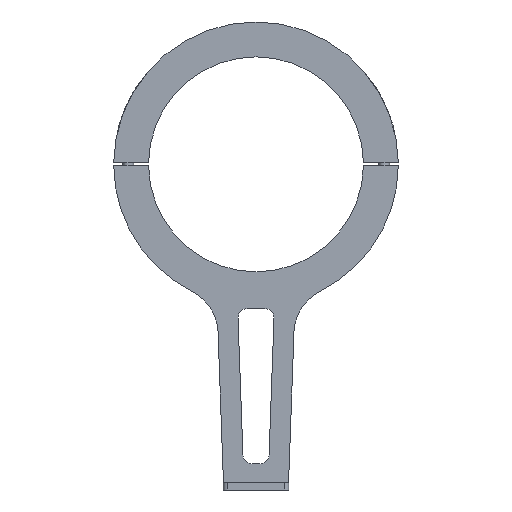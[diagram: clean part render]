
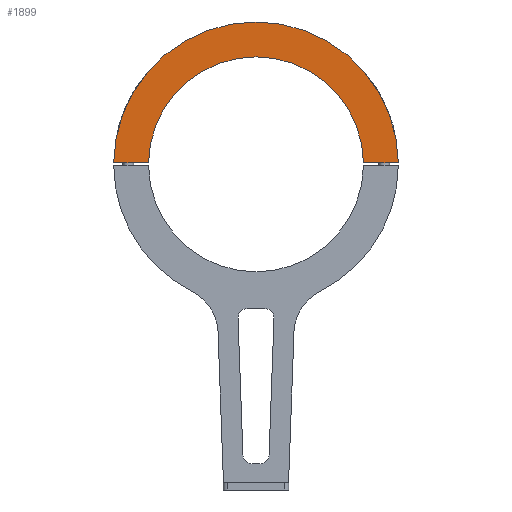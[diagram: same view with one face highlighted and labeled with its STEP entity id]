
A CAD part, left-side view. The second image highlights one B-rep face of the part: STEP entity #1899.
In plain terms, the highlighted planar face has unit normal (-1, 0, 0).
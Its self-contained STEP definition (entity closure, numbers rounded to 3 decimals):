
#43 = CIRCLE ( 'NONE', #3874, 153. ) ;
#266 = CARTESIAN_POINT ( 'NONE',  ( 177., 115.49, 1.5 ) ) ;
#286 = EDGE_CURVE ( 'NONE', #2727, #1124, #3239, .T. ) ;
#553 = DIRECTION ( 'NONE',  ( 0., 0., 1. ) ) ;
#770 = EDGE_CURVE ( 'NONE', #2727, #4463, #43, .T. ) ;
#830 = AXIS2_PLACEMENT_3D ( 'NONE', #1604, #4218, #3578 ) ;
#1124 = VERTEX_POINT ( 'NONE', #4105 ) ;
#1447 = ORIENTED_EDGE ( 'NONE', *, *, #286, .F. ) ;
#1489 = DIRECTION ( 'NONE',  ( -1., 0., 0. ) ) ;
#1604 = CARTESIAN_POINT ( 'NONE',  ( 177., 0., 0. ) ) ;
#1718 = DIRECTION ( 'NONE',  ( 0., 1., 0. ) ) ;
#1879 = ORIENTED_EDGE ( 'NONE', *, *, #3751, .F. ) ;
#1899 = ADVANCED_FACE ( 'NONE', ( #3668 ), #4840, .F. ) ;
#2019 = CARTESIAN_POINT ( 'NONE',  ( 177., 152.993, 1.5 ) ) ;
#2331 = VECTOR ( 'NONE', #4152, 1000. ) ;
#2398 = ORIENTED_EDGE ( 'NONE', *, *, #5012, .F. ) ;
#2679 = ORIENTED_EDGE ( 'NONE', *, *, #770, .T. ) ;
#2727 = VERTEX_POINT ( 'NONE', #3127 ) ;
#2847 = DIRECTION ( 'NONE',  ( 1., 0., 0. ) ) ;
#2866 = CARTESIAN_POINT ( 'NONE',  ( 177., -85.987, 1.5 ) ) ;
#2958 = AXIS2_PLACEMENT_3D ( 'NONE', #4133, #2847, #553 ) ;
#3127 = CARTESIAN_POINT ( 'NONE',  ( 177., -152.993, 1.5 ) ) ;
#3239 = LINE ( 'NONE', #2866, #4687 ) ;
#3437 = CARTESIAN_POINT ( 'NONE',  ( 177., 0., 0. ) ) ;
#3578 = DIRECTION ( 'NONE',  ( 0., 0., -1. ) ) ;
#3668 = FACE_OUTER_BOUND ( 'NONE', #3837, .T. ) ;
#3751 = EDGE_CURVE ( 'NONE', #1124, #4193, #3933, .T. ) ;
#3837 = EDGE_LOOP ( 'NONE', ( #2679, #2398, #1879, #1447 ) ) ;
#3851 = DIRECTION ( 'NONE',  ( 0., 0., -1. ) ) ;
#3874 = AXIS2_PLACEMENT_3D ( 'NONE', #3437, #1489, #3851 ) ;
#3933 = CIRCLE ( 'NONE', #830, 115.5 ) ;
#4105 = CARTESIAN_POINT ( 'NONE',  ( 177., -115.49, 1.5 ) ) ;
#4133 = CARTESIAN_POINT ( 'NONE',  ( 177., -153., 0. ) ) ;
#4152 = DIRECTION ( 'NONE',  ( 0., 1., 0. ) ) ;
#4193 = VERTEX_POINT ( 'NONE', #266 ) ;
#4211 = LINE ( 'NONE', #4556, #2331 ) ;
#4218 = DIRECTION ( 'NONE',  ( -1., 0., 0. ) ) ;
#4463 = VERTEX_POINT ( 'NONE', #2019 ) ;
#4556 = CARTESIAN_POINT ( 'NONE',  ( 177., 152.993, 1.5 ) ) ;
#4687 = VECTOR ( 'NONE', #1718, 1000. ) ;
#4840 = PLANE ( 'NONE',  #2958 ) ;
#5012 = EDGE_CURVE ( 'NONE', #4193, #4463, #4211, .T. ) ;
